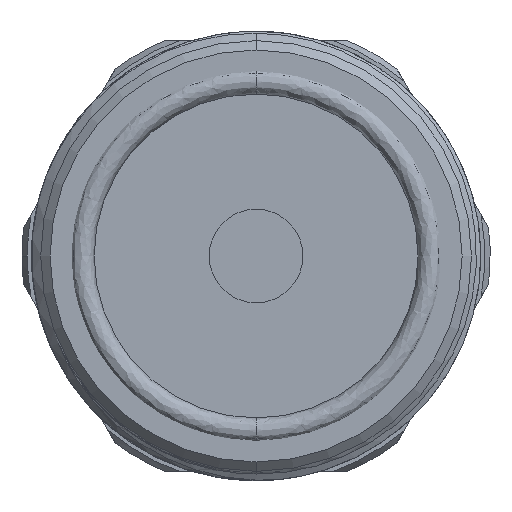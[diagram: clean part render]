
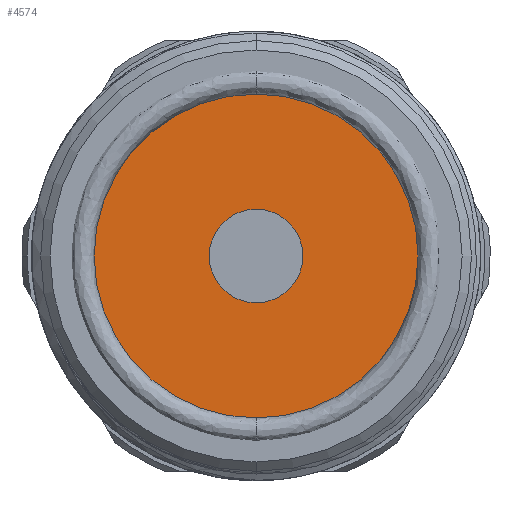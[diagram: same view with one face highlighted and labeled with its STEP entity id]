
A CAD part, front view. The second image highlights one B-rep face of the part: STEP entity #4574.
In plain terms, the highlighted planar face has unit normal (0, -1, 0).
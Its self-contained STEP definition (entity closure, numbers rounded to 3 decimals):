
#201 = ORIENTED_EDGE ( 'NONE', *, *, #3118, .F. ) ;
#274 = CIRCLE ( 'NONE', #892, 5. ) ;
#414 = VERTEX_POINT ( 'NONE', #5722 ) ;
#539 = CIRCLE ( 'NONE', #2313, 19.5 ) ;
#678 = DIRECTION ( 'NONE',  ( 0., 1., 0. ) ) ;
#719 = EDGE_CURVE ( 'NONE', #4553, #6420, #4261, .T. ) ;
#892 = AXIS2_PLACEMENT_3D ( 'NONE', #4952, #4974, #4994 ) ;
#1148 = ORIENTED_EDGE ( 'NONE', *, *, #3438, .T. ) ;
#1311 = CIRCLE ( 'NONE', #3403, 5. ) ;
#1763 = EDGE_CURVE ( 'NONE', #5942, #414, #274, .T. ) ;
#1892 = ORIENTED_EDGE ( 'NONE', *, *, #719, .F. ) ;
#2116 = DIRECTION ( 'NONE',  ( 0., 0., -1. ) ) ;
#2150 = DIRECTION ( 'NONE',  ( 0., -1., 0. ) ) ;
#2195 = CARTESIAN_POINT ( 'NONE',  ( 0., 19.5, 0. ) ) ;
#2313 = AXIS2_PLACEMENT_3D ( 'NONE', #3991, #4014, #4584 ) ;
#2323 = PLANE ( 'NONE',  #4638 ) ;
#2336 = CARTESIAN_POINT ( 'NONE',  ( 0., 19.5, -19.5 ) ) ;
#2459 = CARTESIAN_POINT ( 'NONE',  ( 0., 19.5, 0. ) ) ;
#2682 = ORIENTED_EDGE ( 'NONE', *, *, #1763, .T. ) ;
#3118 = EDGE_CURVE ( 'NONE', #6420, #4553, #539, .T. ) ;
#3175 = FACE_OUTER_BOUND ( 'NONE', #4223, .T. ) ;
#3403 = AXIS2_PLACEMENT_3D ( 'NONE', #6293, #6280, #6255 ) ;
#3438 = EDGE_CURVE ( 'NONE', #414, #5942, #1311, .T. ) ;
#3556 = FACE_BOUND ( 'NONE', #5621, .T. ) ;
#3991 = CARTESIAN_POINT ( 'NONE',  ( 0., 19.5, 0. ) ) ;
#4014 = DIRECTION ( 'NONE',  ( 0., 1., 0. ) ) ;
#4223 = EDGE_LOOP ( 'NONE', ( #201, #1892 ) ) ;
#4261 = CIRCLE ( 'NONE', #5428, 19.5 ) ;
#4553 = VERTEX_POINT ( 'NONE', #2336 ) ;
#4574 = ADVANCED_FACE ( 'NONE', ( #3556, #3175 ), #2323, .T. ) ;
#4584 = DIRECTION ( 'NONE',  ( 0., 0., -1. ) ) ;
#4638 = AXIS2_PLACEMENT_3D ( 'NONE', #2195, #2150, #2116 ) ;
#4952 = CARTESIAN_POINT ( 'NONE',  ( 0., 19.5, 0. ) ) ;
#4974 = DIRECTION ( 'NONE',  ( 0., 1., 0. ) ) ;
#4994 = DIRECTION ( 'NONE',  ( 0., 0., -1. ) ) ;
#5422 = CARTESIAN_POINT ( 'NONE',  ( 0., 19.5, 19.5 ) ) ;
#5428 = AXIS2_PLACEMENT_3D ( 'NONE', #2459, #678, #6019 ) ;
#5621 = EDGE_LOOP ( 'NONE', ( #2682, #1148 ) ) ;
#5722 = CARTESIAN_POINT ( 'NONE',  ( 0., 19.5, 5. ) ) ;
#5942 = VERTEX_POINT ( 'NONE', #6567 ) ;
#6019 = DIRECTION ( 'NONE',  ( 0., 0., -1. ) ) ;
#6255 = DIRECTION ( 'NONE',  ( 0., 0., -1. ) ) ;
#6280 = DIRECTION ( 'NONE',  ( 0., 1., 0. ) ) ;
#6293 = CARTESIAN_POINT ( 'NONE',  ( 0., 19.5, 0. ) ) ;
#6420 = VERTEX_POINT ( 'NONE', #5422 ) ;
#6567 = CARTESIAN_POINT ( 'NONE',  ( 0., 19.5, -5. ) ) ;
